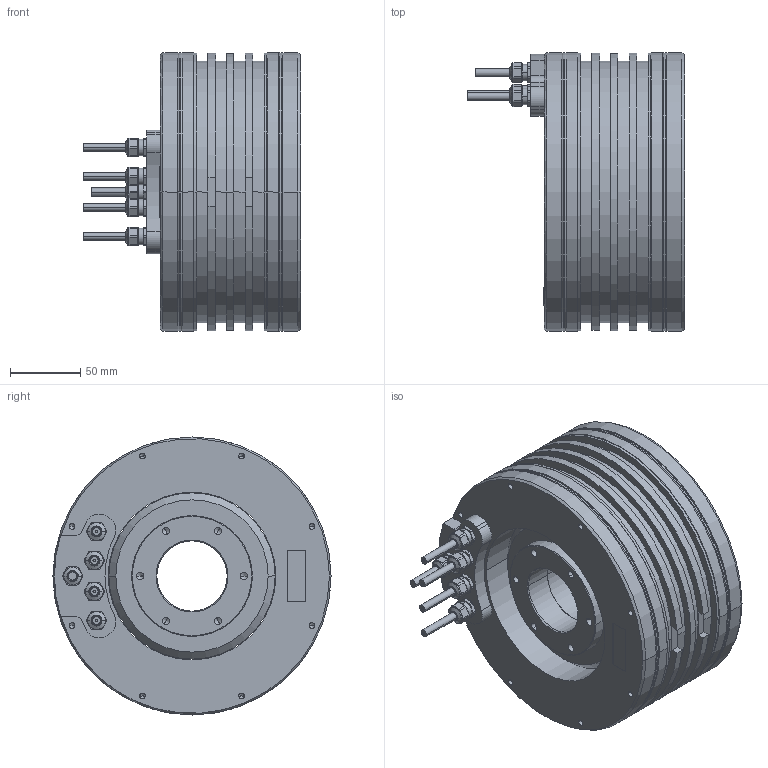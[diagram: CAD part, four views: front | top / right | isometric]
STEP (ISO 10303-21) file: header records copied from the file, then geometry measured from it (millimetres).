
FILE_DESCRIPTION((''),'2;1');
FILE_NAME('MOTEUR_TMK0175-050-3UBS_ASM','2013-03-06T',('ch52174'),(''),'PRO/ENGINEER BY PARAMETRIC TECHNOLOGY CORPORATION, 2011410','PRO/ENGINEER BY PARAMETRIC TECHNOLOGY CORPORATION, 2011410','');
FILE_SCHEMA(('CONFIG_CONTROL_DESIGN','SHAPE_APPEARANCE_LAYERS_GROUPS'));
Length unit declared in the file: millimetre
Products named in the file (3): STATOR_TMK0175-050-3UBS_1_1_1_1; ROTOR_TMK0175-050_1; MOTEUR_TMK0175-050-3UBS_ASM
Assembly tree (2 placements, depth 2):
  MOTEUR_TMK0175-050-3UBS_ASM
    STATOR_TMK0175-050-3UBS_1_1_1_1
    ROTOR_TMK0175-050_1
Bounding box: 154.8 x 198 x 198 mm (x, y, z)
Volume: 2533304.1 mm3; surface area: 252204.9 mm2
Topology: 2 solids, 23 shells, 790 faces, 2292 edges, 1590 vertices
Faces by surface type: cylinder 339, plane 193, cone 188, torus 70
Entity records: 27716 total; most frequent: DIRECTION 5250, CARTESIAN_POINT 4878, ORIENTED_EDGE 4496, AXIS2_PLACEMENT_3D 2267, EDGE_CURVE 2248, VERTEX_POINT 1590, CIRCLE 1472, EDGE_LOOP 920
